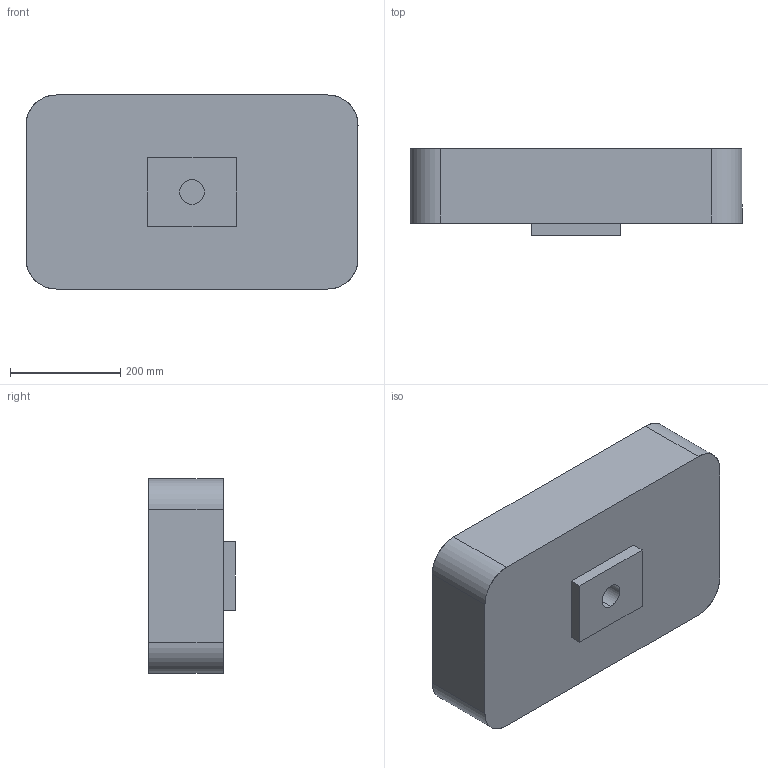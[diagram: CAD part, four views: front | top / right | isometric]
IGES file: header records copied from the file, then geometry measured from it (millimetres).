
Start section: SolidWorks IGES file using analytic representation for surfaces
Global section: file name: Z830.IGS; native system: SolidWorks 2017; preprocessor: SolidWorks 2017; author: a.brost; date: 180427.125221; units: millimetre
Bounding box: 602 x 157 x 352 mm (x, y, z)
Surface area: 880556.6 mm2 (no closed solid volume)
Topology: 0 solids, 0 shells, 129 faces, 1214 edges, 1214 vertices
Faces by surface type: bspline 77, revolution 52
